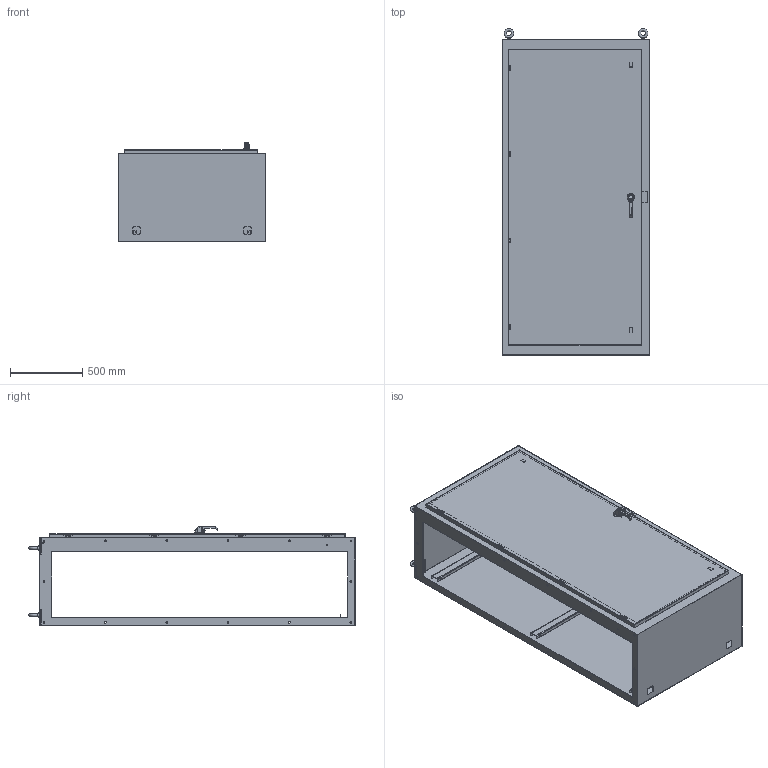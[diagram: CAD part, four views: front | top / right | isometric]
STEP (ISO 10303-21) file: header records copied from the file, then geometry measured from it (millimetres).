
FILE_DESCRIPTION (( 'STEP AP214' ), '1' );
FILE_NAME ('SCE-N86C4024.STEP', '2024-05-03T17:26:14', ( '' ), ( '' ), 'SwSTEP 2.0', 'SolidWorks 2023', '' );
FILE_SCHEMA (( 'AUTOMOTIVE_DESIGN' ));
Length unit declared in the file: inch
Products named in the file (1): SCE-N86C4024
Bounding box: 1022.35 x 2259.2 x 686.97 mm (x, y, z)
Volume: 19859441.1 mm3; surface area: 14775339.2 mm2
Topology: 31 solids, 36 shells, 4204 faces, 10669 edges, 6576 vertices
Faces by surface type: plane 1650, cylinder 1476, bspline 434, torus 427, cone 117, sphere 100
Full cylindrical faces by diameter (mm): 1.016 x4, 3.978 x4, 4.191 x1, 4.318 x20, 4.978 x16, 5.016 x2, 5.207 x8, 5.232 x8, 5.537 x4, 6.096 x8, 6.198 x8, 6.35 x8, 9.525 x12, 10.323 x8, 11.112 x22, 11.113 x2, 15.24 x4, 16 x1, 22 x1, 29.8 x4
Entity records: 187695 total; most frequent: CARTESIAN_POINT 90895, ORIENTED_EDGE 20544, DIRECTION 19169, EDGE_CURVE 10272, AXIS2_PLACEMENT_3D 7133, VERTEX_POINT 6451, VECTOR 4903, LINE 4903
